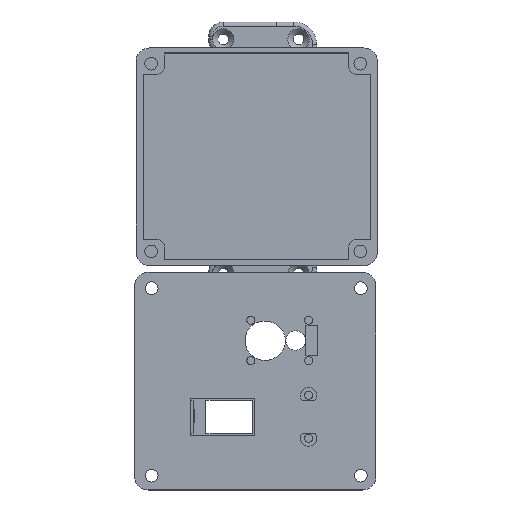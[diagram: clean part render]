
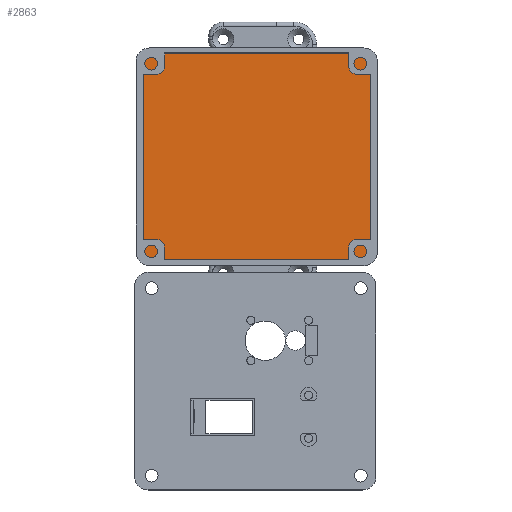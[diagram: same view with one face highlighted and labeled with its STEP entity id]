
A CAD part, top view. The second image highlights one B-rep face of the part: STEP entity #2863.
In plain terms, the highlighted planar face has unit normal (0, 0, 1).
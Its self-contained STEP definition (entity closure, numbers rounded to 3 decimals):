
#268=PLANE('',#3097);
#386=FACE_OUTER_BOUND('',#572,.T.);
#572=EDGE_LOOP('',(#2297,#2298,#2299,#2300));
#812=LINE('',#4582,#1083);
#813=LINE('',#4584,#1084);
#814=LINE('',#4586,#1085);
#815=LINE('',#4587,#1086);
#1083=VECTOR('',#3711,10.);
#1084=VECTOR('',#3712,10.);
#1085=VECTOR('',#3713,10.);
#1086=VECTOR('',#3714,10.);
#1364=VERTEX_POINT('',#4580);
#1365=VERTEX_POINT('',#4581);
#1366=VERTEX_POINT('',#4583);
#1367=VERTEX_POINT('',#4585);
#1702=EDGE_CURVE('',#1364,#1365,#812,.T.);
#1703=EDGE_CURVE('',#1365,#1366,#813,.T.);
#1704=EDGE_CURVE('',#1366,#1367,#814,.T.);
#1705=EDGE_CURVE('',#1367,#1364,#815,.T.);
#2297=ORIENTED_EDGE('',*,*,#1702,.T.);
#2298=ORIENTED_EDGE('',*,*,#1703,.T.);
#2299=ORIENTED_EDGE('',*,*,#1704,.T.);
#2300=ORIENTED_EDGE('',*,*,#1705,.T.);
#2863=ADVANCED_FACE('',(#386),#268,.T.);
#3097=AXIS2_PLACEMENT_3D('',#4579,#3709,#3710);
#3709=DIRECTION('center_axis',(0.,0.,1.));
#3710=DIRECTION('ref_axis',(1.,0.,0.));
#3711=DIRECTION('',(0.,-1.,0.));
#3712=DIRECTION('',(1.,0.,0.));
#3713=DIRECTION('',(0.,1.,0.));
#3714=DIRECTION('',(-1.,0.,0.));
#4579=CARTESIAN_POINT('Origin',(43.38,-5.707,1.));
#4580=CARTESIAN_POINT('',(-3.,33.,1.));
#4581=CARTESIAN_POINT('',(-3.,-44.,1.));
#4582=CARTESIAN_POINT('',(-3.,-29.854,1.));
#4583=CARTESIAN_POINT('',(82.,-44.,1.));
#4584=CARTESIAN_POINT('',(62.69,-44.,1.));
#4585=CARTESIAN_POINT('',(82.,33.,1.));
#4586=CARTESIAN_POINT('',(82.,8.646,1.));
#4587=CARTESIAN_POINT('',(25.19,33.,1.));
